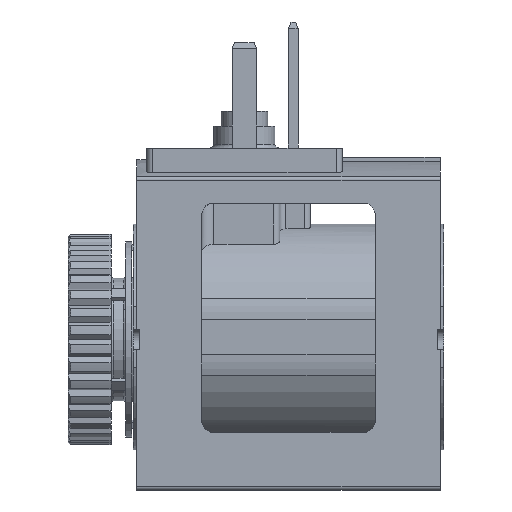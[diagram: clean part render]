
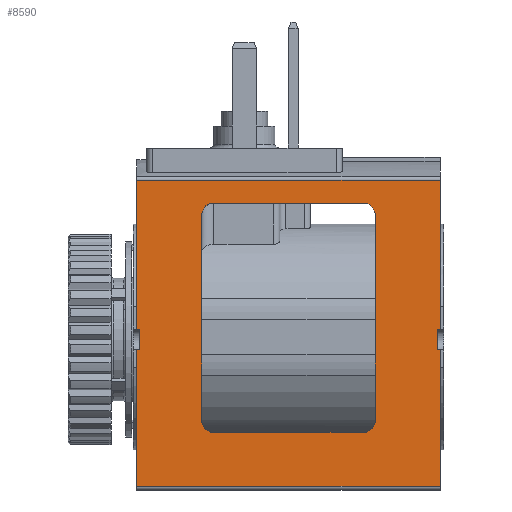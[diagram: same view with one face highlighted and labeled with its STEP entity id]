
A CAD part, left-side view. The second image highlights one B-rep face of the part: STEP entity #8590.
In plain terms, the highlighted face is planar.
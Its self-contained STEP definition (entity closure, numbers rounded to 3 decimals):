
#345=CIRCLE('',#9040,1.);
#346=CIRCLE('',#9041,1.);
#347=CIRCLE('',#9042,1.);
#348=CIRCLE('',#9043,1.);
#775=ORIENTED_EDGE('',*,*,#2919,.T.);
#776=ORIENTED_EDGE('',*,*,#2920,.T.);
#777=ORIENTED_EDGE('',*,*,#2921,.T.);
#778=ORIENTED_EDGE('',*,*,#2922,.T.);
#779=ORIENTED_EDGE('',*,*,#2923,.T.);
#780=ORIENTED_EDGE('',*,*,#2924,.T.);
#781=ORIENTED_EDGE('',*,*,#2925,.T.);
#782=ORIENTED_EDGE('',*,*,#2926,.T.);
#783=ORIENTED_EDGE('',*,*,#2927,.F.);
#784=ORIENTED_EDGE('',*,*,#2928,.T.);
#785=ORIENTED_EDGE('',*,*,#2828,.T.);
#786=ORIENTED_EDGE('',*,*,#2929,.T.);
#787=ORIENTED_EDGE('',*,*,#2930,.T.);
#788=ORIENTED_EDGE('',*,*,#2931,.F.);
#789=ORIENTED_EDGE('',*,*,#2932,.T.);
#790=ORIENTED_EDGE('',*,*,#2933,.F.);
#791=ORIENTED_EDGE('',*,*,#2934,.T.);
#792=ORIENTED_EDGE('',*,*,#2935,.F.);
#793=ORIENTED_EDGE('',*,*,#2855,.T.);
#794=ORIENTED_EDGE('',*,*,#2936,.T.);
#2828=EDGE_CURVE('',#3894,#3893,#4638,.T.);
#2855=EDGE_CURVE('',#3921,#3920,#4654,.T.);
#2919=EDGE_CURVE('',#3978,#3979,#4695,.T.);
#2920=EDGE_CURVE('',#3979,#3980,#345,.F.);
#2921=EDGE_CURVE('',#3980,#3981,#4696,.T.);
#2922=EDGE_CURVE('',#3981,#3982,#346,.F.);
#2923=EDGE_CURVE('',#3982,#3983,#4697,.T.);
#2924=EDGE_CURVE('',#3983,#3984,#347,.F.);
#2925=EDGE_CURVE('',#3984,#3985,#4698,.T.);
#2926=EDGE_CURVE('',#3985,#3978,#348,.F.);
#2927=EDGE_CURVE('',#3986,#3987,#4699,.T.);
#2928=EDGE_CURVE('',#3986,#3894,#4700,.T.);
#2929=EDGE_CURVE('',#3893,#3988,#4701,.F.);
#2930=EDGE_CURVE('',#3988,#3989,#4702,.T.);
#2931=EDGE_CURVE('',#3990,#3989,#4703,.T.);
#2932=EDGE_CURVE('',#3990,#3991,#4704,.T.);
#2933=EDGE_CURVE('',#3992,#3991,#4705,.T.);
#2934=EDGE_CURVE('',#3992,#3993,#4706,.T.);
#2935=EDGE_CURVE('',#3921,#3993,#4707,.F.);
#2936=EDGE_CURVE('',#3920,#3987,#4708,.T.);
#3893=VERTEX_POINT('',#11872);
#3894=VERTEX_POINT('',#11874);
#3920=VERTEX_POINT('',#11927);
#3921=VERTEX_POINT('',#11929);
#3978=VERTEX_POINT('',#12055);
#3979=VERTEX_POINT('',#12056);
#3980=VERTEX_POINT('',#12058);
#3981=VERTEX_POINT('',#12060);
#3982=VERTEX_POINT('',#12062);
#3983=VERTEX_POINT('',#12064);
#3984=VERTEX_POINT('',#12066);
#3985=VERTEX_POINT('',#12068);
#3986=VERTEX_POINT('',#12071);
#3987=VERTEX_POINT('',#12072);
#3988=VERTEX_POINT('',#12075);
#3989=VERTEX_POINT('',#12077);
#3990=VERTEX_POINT('',#12079);
#3991=VERTEX_POINT('',#12081);
#3992=VERTEX_POINT('',#12083);
#3993=VERTEX_POINT('',#12085);
#4638=LINE('',#11873,#5327);
#4654=LINE('',#11928,#5343);
#4695=LINE('',#12054,#5384);
#4696=LINE('',#12059,#5385);
#4697=LINE('',#12063,#5386);
#4698=LINE('',#12067,#5387);
#4699=LINE('',#12070,#5388);
#4700=LINE('',#12073,#5389);
#4701=LINE('',#12074,#5390);
#4702=LINE('',#12076,#5391);
#4703=LINE('',#12078,#5392);
#4704=LINE('',#12080,#5393);
#4705=LINE('',#12082,#5394);
#4706=LINE('',#12084,#5395);
#4707=LINE('',#12086,#5396);
#4708=LINE('',#12087,#5397);
#5327=VECTOR('',#9777,1000.);
#5343=VECTOR('',#9817,1000.);
#5384=VECTOR('',#9914,1000.);
#5385=VECTOR('',#9917,1000.);
#5386=VECTOR('',#9920,1000.);
#5387=VECTOR('',#9923,1000.);
#5388=VECTOR('',#9926,1000.);
#5389=VECTOR('',#9927,1000.);
#5390=VECTOR('',#9928,1000.);
#5391=VECTOR('',#9929,1000.);
#5392=VECTOR('',#9930,1000.);
#5393=VECTOR('',#9931,1000.);
#5394=VECTOR('',#9932,1000.);
#5395=VECTOR('',#9933,1000.);
#5396=VECTOR('',#9934,1000.);
#5397=VECTOR('',#9935,1000.);
#5988=EDGE_LOOP('',(#775,#776,#777,#778,#779,#780,#781,#782));
#5989=EDGE_LOOP('',(#783,#784,#785,#786,#787,#788,#789,#790,#791,#792,#793,
#794));
#6439=FACE_BOUND('',#5988,.T.);
#6440=FACE_BOUND('',#5989,.T.);
#6884=PLANE('',#9039);
#8590=ADVANCED_FACE('',(#6439,#6440),#6884,.T.);
#9039=AXIS2_PLACEMENT_3D('',#12053,#9912,#9913);
#9040=AXIS2_PLACEMENT_3D('',#12057,#9915,#9916);
#9041=AXIS2_PLACEMENT_3D('',#12061,#9918,#9919);
#9042=AXIS2_PLACEMENT_3D('',#12065,#9921,#9922);
#9043=AXIS2_PLACEMENT_3D('',#12069,#9924,#9925);
#9777=DIRECTION('',(0.,0.,-1.));
#9817=DIRECTION('',(0.,0.,-1.));
#9912=DIRECTION('',(1.,0.,0.));
#9913=DIRECTION('',(0.,0.,-1.));
#9914=DIRECTION('',(0.,1.,0.));
#9915=DIRECTION('',(1.,0.,0.));
#9916=DIRECTION('',(0.,0.,-1.));
#9917=DIRECTION('',(0.,0.,-1.));
#9918=DIRECTION('',(1.,0.,0.));
#9919=DIRECTION('',(0.,0.,-1.));
#9920=DIRECTION('',(0.,-1.,0.));
#9921=DIRECTION('',(1.,0.,0.));
#9922=DIRECTION('',(0.,0.,-1.));
#9923=DIRECTION('',(0.,0.,1.));
#9924=DIRECTION('',(1.,0.,0.));
#9925=DIRECTION('',(0.,0.,-1.));
#9926=DIRECTION('',(0.,0.,1.));
#9927=DIRECTION('',(0.,-1.,0.));
#9928=DIRECTION('',(0.,-1.,0.));
#9929=DIRECTION('',(0.,0.,1.));
#9930=DIRECTION('',(0.,1.,0.));
#9931=DIRECTION('',(0.,0.,1.));
#9932=DIRECTION('',(0.,-1.,0.));
#9933=DIRECTION('',(0.,0.,1.));
#9934=DIRECTION('',(0.,-1.,0.));
#9935=DIRECTION('',(0.,1.,0.));
#11872=CARTESIAN_POINT('',(9.2,-12.4,-25.335));
#11873=CARTESIAN_POINT('',(9.2,-12.4,0.));
#11874=CARTESIAN_POINT('',(9.2,-12.4,-13.15));
#11927=CARTESIAN_POINT('',(9.2,-12.4,-11.45));
#11928=CARTESIAN_POINT('',(9.2,-12.4,0.));
#11929=CARTESIAN_POINT('',(9.2,-12.4,-0.3));
#12053=CARTESIAN_POINT('',(9.2,0.,0.));
#12054=CARTESIAN_POINT('',(9.2,0.,-4.7));
#12055=CARTESIAN_POINT('',(9.2,-6.1,-4.7));
#12056=CARTESIAN_POINT('',(9.2,6.1,-4.7));
#12057=CARTESIAN_POINT('',(9.2,6.1,-5.7));
#12058=CARTESIAN_POINT('',(9.2,7.1,-5.7));
#12059=CARTESIAN_POINT('',(9.2,7.1,0.));
#12060=CARTESIAN_POINT('',(9.2,7.1,-22.45));
#12061=CARTESIAN_POINT('',(9.2,6.1,-22.45));
#12062=CARTESIAN_POINT('',(9.2,6.1,-23.45));
#12063=CARTESIAN_POINT('',(9.2,0.,-23.45));
#12064=CARTESIAN_POINT('',(9.2,-6.1,-23.45));
#12065=CARTESIAN_POINT('',(9.2,-6.1,-22.45));
#12066=CARTESIAN_POINT('',(9.2,-7.1,-22.45));
#12067=CARTESIAN_POINT('',(9.2,-7.1,0.));
#12068=CARTESIAN_POINT('',(9.2,-7.1,-5.7));
#12069=CARTESIAN_POINT('',(9.2,-6.1,-5.7));
#12070=CARTESIAN_POINT('',(9.2,-12.2,0.));
#12071=CARTESIAN_POINT('',(9.2,-12.2,-13.15));
#12072=CARTESIAN_POINT('',(9.2,-12.2,-11.45));
#12073=CARTESIAN_POINT('',(9.2,0.,-13.15));
#12074=CARTESIAN_POINT('',(9.2,15.,-25.335));
#12075=CARTESIAN_POINT('',(9.2,12.4,-25.335));
#12076=CARTESIAN_POINT('',(9.2,12.4,-30.));
#12077=CARTESIAN_POINT('',(9.2,12.4,-13.15));
#12078=CARTESIAN_POINT('',(9.2,0.,-13.15));
#12079=CARTESIAN_POINT('',(9.2,12.2,-13.15));
#12080=CARTESIAN_POINT('',(9.2,12.2,0.));
#12081=CARTESIAN_POINT('',(9.2,12.2,-11.45));
#12082=CARTESIAN_POINT('',(9.2,0.,-11.45));
#12083=CARTESIAN_POINT('',(9.2,12.4,-11.45));
#12084=CARTESIAN_POINT('',(9.2,12.4,-30.));
#12085=CARTESIAN_POINT('',(9.2,12.4,-0.3));
#12086=CARTESIAN_POINT('',(9.2,15.,-0.3));
#12087=CARTESIAN_POINT('',(9.2,0.,-11.45));
